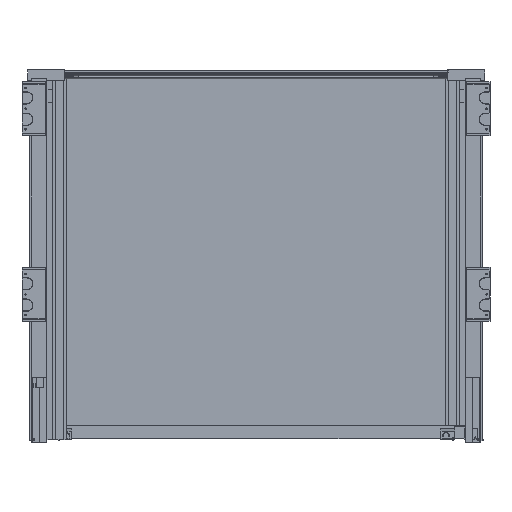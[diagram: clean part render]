
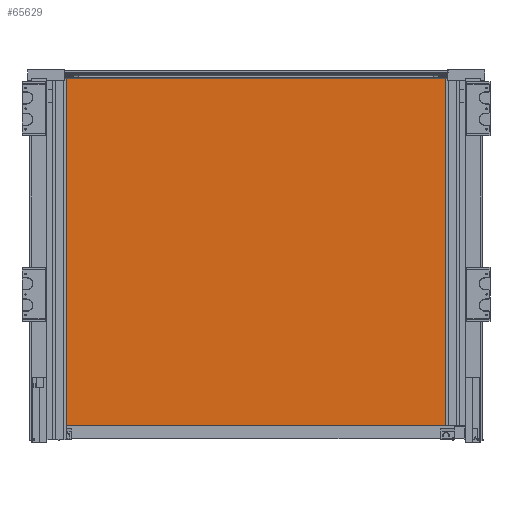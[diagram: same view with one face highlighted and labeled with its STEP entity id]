
A CAD part, front view. The second image highlights one B-rep face of the part: STEP entity #65629.
In plain terms, the highlighted planar face has unit normal (0, -1, 0).
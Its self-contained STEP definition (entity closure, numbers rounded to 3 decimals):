
#3835=FACE_OUTER_BOUND('',#7277,.T.);
#7277=EDGE_LOOP('',(#40866,#40867,#40868,#40869));
#10966=LINE('',#89943,#18055);
#10970=LINE('',#89951,#18059);
#10973=LINE('',#89957,#18062);
#10976=LINE('',#89962,#18065);
#18055=VECTOR('',#73741,1000.);
#18059=VECTOR('',#73747,1000.);
#18062=VECTOR('',#73752,1000.);
#18065=VECTOR('',#73757,1000.);
#25144=VERTEX_POINT('',#89941);
#25145=VERTEX_POINT('',#89942);
#25148=VERTEX_POINT('',#89950);
#25150=VERTEX_POINT('',#89956);
#31368=EDGE_CURVE('',#25144,#25145,#10966,.T.);
#31372=EDGE_CURVE('',#25145,#25148,#10970,.T.);
#31375=EDGE_CURVE('',#25148,#25150,#10973,.T.);
#31378=EDGE_CURVE('',#25150,#25144,#10976,.T.);
#40866=ORIENTED_EDGE('',*,*,#31368,.F.);
#40867=ORIENTED_EDGE('',*,*,#31378,.F.);
#40868=ORIENTED_EDGE('',*,*,#31375,.F.);
#40869=ORIENTED_EDGE('',*,*,#31372,.F.);
#59807=PLANE('',#69185);
#65629=ADVANCED_FACE('',(#3835),#59807,.T.);
#69185=AXIS2_PLACEMENT_3D('',#89965,#73761,#73762);
#73741=DIRECTION('',(0.,0.,-1.));
#73747=DIRECTION('',(-1.,0.,0.));
#73752=DIRECTION('',(0.,0.,1.));
#73757=DIRECTION('',(1.,0.,0.));
#73761=DIRECTION('center_axis',(0.,-1.,0.));
#73762=DIRECTION('ref_axis',(0.,0.,
-1.));
#89941=CARTESIAN_POINT('',(1240.977,1298.439,152.6));
#89942=CARTESIAN_POINT('',(1240.977,1298.439,-273.4));
#89943=CARTESIAN_POINT('',(1240.977,1298.439,152.6));
#89950=CARTESIAN_POINT('',(751.977,1298.439,-273.4));
#89951=CARTESIAN_POINT('',(751.977,1298.439,-273.4));
#89956=CARTESIAN_POINT('',(751.977,1298.439,152.6));
#89957=CARTESIAN_POINT('',(751.977,1298.439,152.6));
#89962=CARTESIAN_POINT('',(751.977,1298.439,152.6));
#89965=CARTESIAN_POINT('Origin',(996.477,1298.439,-60.4));
